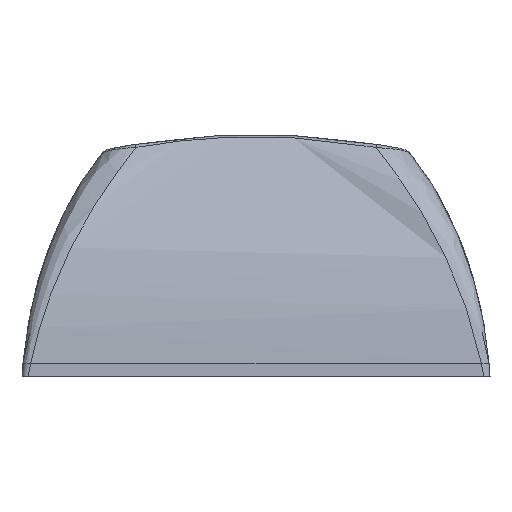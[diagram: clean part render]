
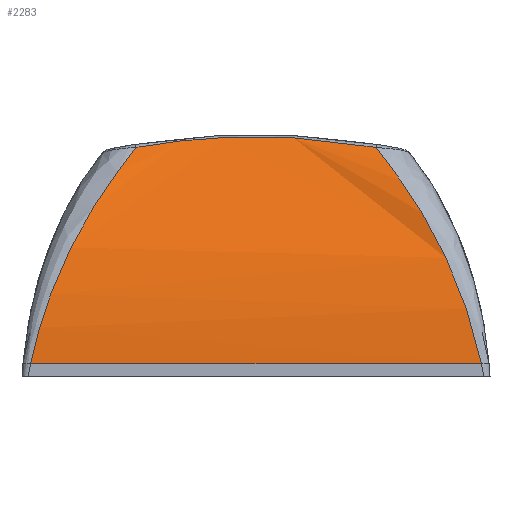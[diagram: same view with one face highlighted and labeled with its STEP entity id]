
A CAD part, left-side view. The second image highlights one B-rep face of the part: STEP entity #2283.
In plain terms, the highlighted free-form (B-spline) face has degree [3, 1] with [7, 2] control points.
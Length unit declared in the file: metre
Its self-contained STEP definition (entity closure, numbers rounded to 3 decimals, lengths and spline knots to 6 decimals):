
#35=B_SPLINE_SURFACE_WITH_KNOTS('',3,1,((#4805,#4806),(#4807,#4808),(#4809,
#4810),(#4811,#4812),(#4813,#4814),(#4815,#4816),(#4817,#4818)),
 .SURF_OF_LINEAR_EXTRUSION.,.F.,.F.,.F.,(4,1,1,1,4),(2,2),(0.,0.224064,
0.448128,0.672193,0.896257),(0.,1.),
 .UNSPECIFIED.);
#59=B_SPLINE_CURVE_WITH_KNOTS('',3,(#3865,#3866,#3867,#3868,#3869,#3870,
#3871,#3872),.UNSPECIFIED.,.F.,.F.,(4,1,1,1,1,4),(0.,0.25,0.5,0.625,0.75,
1.),.UNSPECIFIED.);
#77=B_SPLINE_CURVE_WITH_KNOTS('',3,(#4600,#4601,#4602,#4603,#4604,#4605,
#4606,#4607,#4608,#4609,#4610,#4611,#4612,#4613,#4614,#4615,#4616,#4617,
#4618,#4619,#4620,#4621,#4622),.UNSPECIFIED.,.F.,.F.,(4,1,1,1,1,1,1,1,1,
1,1,1,1,1,1,1,1,1,1,1,4),(0.,0.25,0.375,0.4375,0.5,0.5625,0.625,0.6875,
0.71875,0.734375,0.75,0.765625,0.78125,0.8125,0.84375,0.859375,0.875,0.890625,
0.90625,0.9375,1.),.UNSPECIFIED.);
#78=B_SPLINE_CURVE_WITH_KNOTS('',3,(#4707,#4708,#4709,#4710,#4711,#4712,
#4713,#4714,#4715,#4716,#4717,#4718,#4719,#4720,#4721,#4722,#4723,#4724,
#4725,#4726),.UNSPECIFIED.,.F.,.F.,(4,1,1,1,1,1,1,1,1,1,1,1,1,1,1,1,1,4),
(0.,0.0625,0.09375,0.125,0.1875,0.21875,0.234375,0.25,0.265625,0.28125,
0.3125,0.375,0.4375,0.5,0.5625,0.625,0.75,1.),.UNSPECIFIED.);
#681=ORIENTED_EDGE('',*,*,#1051,.T.);
#682=ORIENTED_EDGE('',*,*,#1018,.T.);
#683=ORIENTED_EDGE('',*,*,#1052,.T.);
#684=ORIENTED_EDGE('',*,*,#1058,.T.);
#1018=EDGE_CURVE('',#1238,#1234,#59,.T.);
#1051=EDGE_CURVE('',#1256,#1238,#77,.T.);
#1052=EDGE_CURVE('',#1234,#1259,#78,.T.);
#1058=EDGE_CURVE('',#1259,#1256,#1514,.T.);
#1234=VERTEX_POINT('',#3779);
#1238=VERTEX_POINT('',#3854);
#1256=VERTEX_POINT('',#4485);
#1259=VERTEX_POINT('',#4727);
#1514=LINE('',#4819,#1771);
#1771=VECTOR('',#2918,1.);
#1906=EDGE_LOOP('',(#681,#682,#683,#684));
#2048=FACE_BOUND('',#1906,.T.);
#2283=ADVANCED_FACE('',(#2048),#35,.T.);
#2918=DIRECTION('',(0.,-1.,0.));
#3779=CARTESIAN_POINT('',(0.07047,-0.004594,0.008964));
#3854=CARTESIAN_POINT('',(0.07047,-0.013968,0.008964));
#3865=CARTESIAN_POINT('',(0.07047,-0.013968,0.008964));
#3866=CARTESIAN_POINT('',(0.07062,-0.013122,0.009114));
#3867=CARTESIAN_POINT('',(0.07086,-0.011488,0.00932));
#3868=CARTESIAN_POINT('',(0.070964,-0.009613,0.009396));
#3869=CARTESIAN_POINT('',(0.070921,-0.00817,0.009364));
#3870=CARTESIAN_POINT('',(0.070798,-0.006641,0.009266));
#3871=CARTESIAN_POINT('',(0.070619,-0.005432,0.009113));
#3872=CARTESIAN_POINT('',(0.07047,-0.004594,0.008964));
#4485=CARTESIAN_POINT('',(0.06715,-0.01808,0.000513));
#4600=CARTESIAN_POINT('',(0.06715,-0.01808,0.000513));
#4601=CARTESIAN_POINT('',(0.067226,-0.017895,0.001387));
#4602=CARTESIAN_POINT('',(0.067424,-0.01755,0.002592));
#4603=CARTESIAN_POINT('',(0.067785,-0.017026,0.00392));
#4604=CARTESIAN_POINT('',(0.068023,-0.016699,0.004653));
#4605=CARTESIAN_POINT('',(0.068231,-0.016421,0.005223));
#4606=CARTESIAN_POINT('',(0.068411,-0.016185,0.005669));
#4607=CARTESIAN_POINT('',(0.068629,-0.015904,0.006169));
#4608=CARTESIAN_POINT('',(0.06883,-0.015654,0.006584));
#4609=CARTESIAN_POINT('',(0.068988,-0.015463,0.006885));
#4610=CARTESIAN_POINT('',(0.069078,-0.015356,0.007049));
#4611=CARTESIAN_POINT('',(0.06916,-0.015259,0.007196));
#4612=CARTESIAN_POINT('',(0.069195,-0.015218,0.007255));
#4613=CARTESIAN_POINT('',(0.069266,-0.015135,0.007377));
#4614=CARTESIAN_POINT('',(0.069362,-0.015025,0.007537));
#4615=CARTESIAN_POINT('',(0.069479,-0.014895,0.00772));
#4616=CARTESIAN_POINT('',(0.069589,-0.014777,0.007885));
#4617=CARTESIAN_POINT('',(0.069666,-0.014694,0.007998));
#4618=CARTESIAN_POINT('',(0.069797,-0.01456,0.00818));
#4619=CARTESIAN_POINT('',(0.069946,-0.014415,0.008375));
#4620=CARTESIAN_POINT('',(0.070198,-0.014182,0.008684));
#4621=CARTESIAN_POINT('',(0.070374,-0.014039,0.008869));
#4622=CARTESIAN_POINT('',(0.07047,-0.013968,0.008964));
#4707=CARTESIAN_POINT('',(0.07047,-0.004594,0.008964));
#4708=CARTESIAN_POINT('',(0.070373,-0.004522,0.008868));
#4709=CARTESIAN_POINT('',(0.070202,-0.004383,0.008687));
#4710=CARTESIAN_POINT('',(0.069941,-0.004144,0.008371));
#4711=CARTESIAN_POINT('',(0.069645,-0.00385,0.007977));
#4712=CARTESIAN_POINT('',(0.069413,-0.003595,0.00762));
#4713=CARTESIAN_POINT('',(0.069269,-0.00343,0.007383));
#4714=CARTESIAN_POINT('',(0.069195,-0.003344,0.007256));
#4715=CARTESIAN_POINT('',(0.06916,-0.003302,0.007196));
#4716=CARTESIAN_POINT('',(0.069078,-0.003206,0.00705));
#4717=CARTESIAN_POINT('',(0.068988,-0.003099,0.006885));
#4718=CARTESIAN_POINT('',(0.068831,-0.002908,0.006585));
#4719=CARTESIAN_POINT('',(0.06863,-0.002658,0.00617));
#4720=CARTESIAN_POINT('',(0.068411,-0.002377,0.00567));
#4721=CARTESIAN_POINT('',(0.068231,-0.002141,0.005224));
#4722=CARTESIAN_POINT('',(0.068023,-0.001863,0.004655));
#4723=CARTESIAN_POINT('',(0.067785,-0.001536,0.003922));
#4724=CARTESIAN_POINT('',(0.067425,-0.001012,0.002594));
#4725=CARTESIAN_POINT('',(0.067226,-0.000668,0.001388));
#4726=CARTESIAN_POINT('',(0.06715,-0.000482,0.000513));
#4727=CARTESIAN_POINT('',(0.06715,-0.000482,0.000513));
#4805=CARTESIAN_POINT('',(0.06715,-0.018186,0.000513));
#4806=CARTESIAN_POINT('',(0.06715,-0.000376,0.000513));
#4807=CARTESIAN_POINT('',(0.067212,-0.018186,0.001226));
#4808=CARTESIAN_POINT('',(0.067212,-0.000376,0.001226));
#4809=CARTESIAN_POINT('',(0.067418,-0.018186,0.00263));
#4810=CARTESIAN_POINT('',(0.067418,-0.000376,0.00263));
#4811=CARTESIAN_POINT('',(0.068025,-0.018186,0.004818));
#4812=CARTESIAN_POINT('',(0.068025,-0.000376,0.004818));
#4813=CARTESIAN_POINT('',(0.069083,-0.018186,0.007271));
#4814=CARTESIAN_POINT('',(0.069083,-0.000376,0.007271));
#4815=CARTESIAN_POINT('',(0.070249,-0.018186,0.008865));
#4816=CARTESIAN_POINT('',(0.070249,-0.000376,0.008865));
#4817=CARTESIAN_POINT('',(0.070997,-0.018186,0.009421));
#4818=CARTESIAN_POINT('',(0.070997,-0.000376,0.009421));
#4819=CARTESIAN_POINT('',(0.06715,-0.019381,0.000513));
